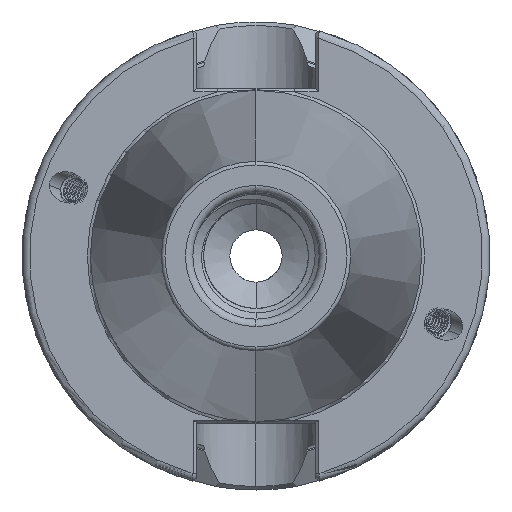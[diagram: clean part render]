
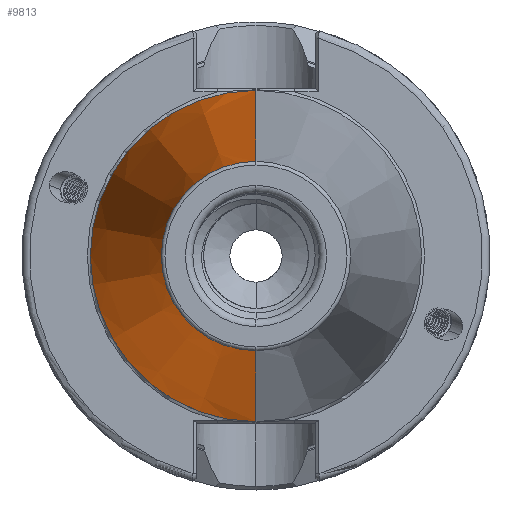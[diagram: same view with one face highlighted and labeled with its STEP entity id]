
A CAD part, left-side view. The second image highlights one B-rep face of the part: STEP entity #9813.
In plain terms, the highlighted conical face has half-angle 8.297 degrees and reference radius 22.298 mm.
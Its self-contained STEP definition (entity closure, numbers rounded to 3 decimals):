
#683 = EDGE_LOOP ( 'NONE', ( #4239, #4244, #4241, #4265 ) ) ;
#1871 = CIRCLE ( 'NONE', #23510, 12.75 ) ;
#1892 = VECTOR ( 'NONE', #18004, 1000. ) ;
#1895 = CIRCLE ( 'NONE', #23521, 22.298 ) ;
#1898 = LINE ( 'NONE', #18017, #1901 ) ;
#1900 = LINE ( 'NONE', #17951, #1892 ) ;
#1901 = VECTOR ( 'NONE', #18027, 1000. ) ;
#4239 = ORIENTED_EDGE ( 'NONE', *, *, #5495, .T. ) ;
#4241 = ORIENTED_EDGE ( 'NONE', *, *, #5516, .F. ) ;
#4244 = ORIENTED_EDGE ( 'NONE', *, *, #5512, .T. ) ;
#4265 = ORIENTED_EDGE ( 'NONE', *, *, #5513, .F. ) ;
#5495 = EDGE_CURVE ( 'NONE', #7269, #7238, #1871, .T. ) ;
#5512 = EDGE_CURVE ( 'NONE', #7238, #7177, #1900, .T. ) ;
#5513 = EDGE_CURVE ( 'NONE', #7269, #7183, #1898, .T. ) ;
#5516 = EDGE_CURVE ( 'NONE', #7183, #7177, #1895, .T. ) ;
#7177 = VERTEX_POINT ( 'NONE', #19777 ) ;
#7183 = VERTEX_POINT ( 'NONE', #19811 ) ;
#7238 = VERTEX_POINT ( 'NONE', #19898 ) ;
#7269 = VERTEX_POINT ( 'NONE', #19925 ) ;
#9813 = ADVANCED_FACE ( 'NONE', ( #24766 ), #24808, .T. ) ;
#12092 = DIRECTION ( 'NONE',  ( 0., 0., -1. ) ) ;
#12093 = DIRECTION ( 'NONE',  ( 1., 0., 0. ) ) ;
#12111 = CARTESIAN_POINT ( 'NONE',  ( -1.5, 0., 0. ) ) ;
#17951 = CARTESIAN_POINT ( 'NONE',  ( -1.5, 0., 22.298 ) ) ;
#18004 = DIRECTION ( 'NONE',  ( 0.99, 0., 0.144 ) ) ;
#18014 = DIRECTION ( 'NONE',  ( 1., 0., 0. ) ) ;
#18017 = CARTESIAN_POINT ( 'NONE',  ( -1.5, 0., -22.298 ) ) ;
#18018 = DIRECTION ( 'NONE',  ( 0., 0., -1. ) ) ;
#18027 = DIRECTION ( 'NONE',  ( 0.99, 0., -0.144 ) ) ;
#18037 = CARTESIAN_POINT ( 'NONE',  ( -1.5, 0., 0. ) ) ;
#19231 = CARTESIAN_POINT ( 'NONE',  ( -66.972, 0., 0. ) ) ;
#19232 = DIRECTION ( 'NONE',  ( 1., 0., 0. ) ) ;
#19233 = DIRECTION ( 'NONE',  ( 0., 0., -1. ) ) ;
#19777 = CARTESIAN_POINT ( 'NONE',  ( -1.5, 0., 22.298 ) ) ;
#19811 = CARTESIAN_POINT ( 'NONE',  ( -1.5, 0., -22.298 ) ) ;
#19898 = CARTESIAN_POINT ( 'NONE',  ( -66.972, 0., 12.75 ) ) ;
#19925 = CARTESIAN_POINT ( 'NONE',  ( -66.972, 0., -12.75 ) ) ;
#23510 = AXIS2_PLACEMENT_3D ( 'NONE', #19231, #19232, #19233 ) ;
#23521 = AXIS2_PLACEMENT_3D ( 'NONE', #18037, #18014, #18018 ) ;
#24766 = FACE_OUTER_BOUND ( 'NONE', #683, .T. ) ;
#24808 = CONICAL_SURFACE ( 'NONE', #26168, 22.298, 0.145 ) ;
#26168 = AXIS2_PLACEMENT_3D ( 'NONE', #12111, #12093, #12092 ) ;
